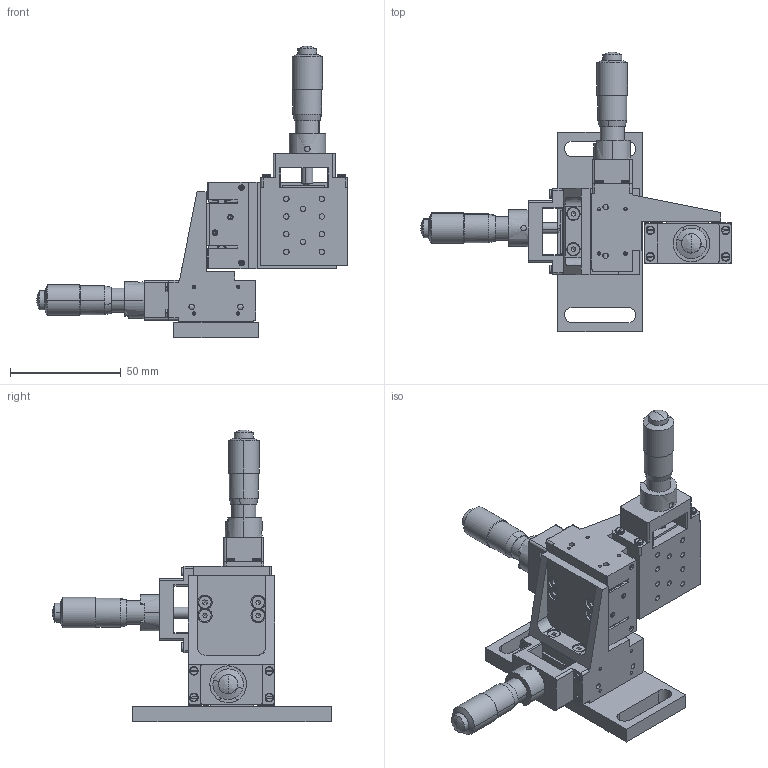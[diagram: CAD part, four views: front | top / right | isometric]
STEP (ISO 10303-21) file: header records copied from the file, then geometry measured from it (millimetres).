
FILE_DESCRIPTION(/* description */ (''),/* implementation_level */ '2;1');
FILE_NAME(/* name */ '02-3TS~1',/* time_stamp */ '2021-12-13T13:10:42+03:00',/* author */ (''),/* organization */ (''),/* preprocessor_version */ 'ST-DEVELOPER v15',/* originating_system */ '',/* authorisation */ '');
FILE_SCHEMA (('AUTOMOTIVE_DESIGN'));
Products named in the file (1): Document
Bounding box: 140.11 x 126.11 x 131.69 mm (x, y, z)
Volume: 181.4 mm3; surface area: 72264.1 mm2
Topology: 65 solids, 132 shells, 1773 faces, 5060 edges, 3340 vertices
Faces by surface type: bspline 1773
Entity records: 145592 total; most frequent: CARTESIAN_POINT 86243, B_SPLINE_CURVE_WITH_KNOTS 10142, ORIENTED_EDGE 9346, PCURVE 9346, DEFINITIONAL_REPRESENTATION 9346, SURFACE_CURVE 4972, EDGE_CURVE 4972, VERTEX_POINT 3338
